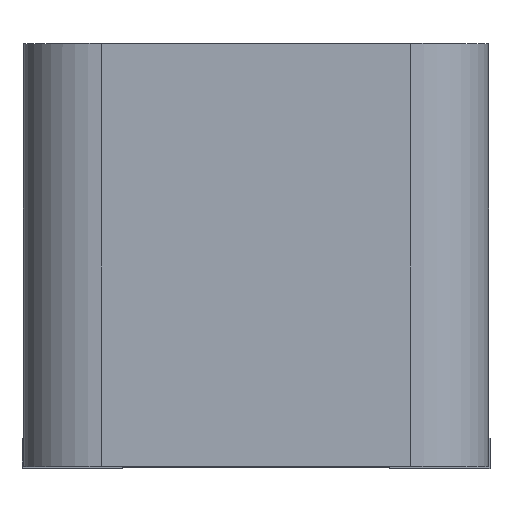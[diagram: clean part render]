
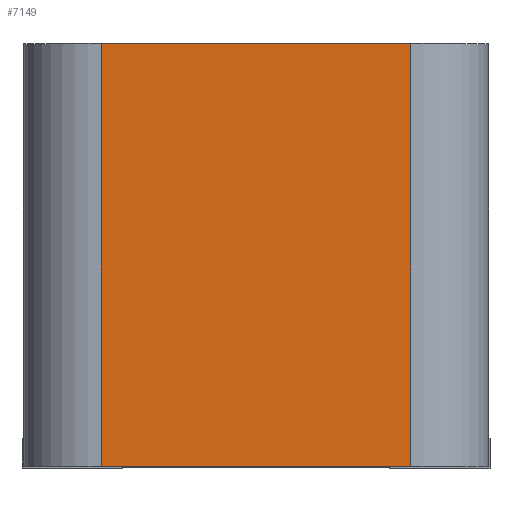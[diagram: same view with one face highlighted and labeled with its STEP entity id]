
A CAD part, top view. The second image highlights one B-rep face of the part: STEP entity #7149.
In plain terms, the highlighted planar face has unit normal (0, 0, 1).
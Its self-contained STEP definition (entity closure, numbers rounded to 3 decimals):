
#6 = VERTEX_POINT ( 'NONE', #6465 ) ;
#366 = CARTESIAN_POINT ( 'NONE',  ( -5.15, 14.1, 7.75 ) ) ;
#465 = DIRECTION ( 'NONE',  ( -1., 0., 0. ) ) ;
#547 = EDGE_CURVE ( 'NONE', #1839, #1799, #8294, .T. ) ;
#911 = VECTOR ( 'NONE', #9773, 1000. ) ;
#1694 = EDGE_LOOP ( 'NONE', ( #6943, #4194, #9890, #8450 ) ) ;
#1799 = VERTEX_POINT ( 'NONE', #7604 ) ;
#1839 = VERTEX_POINT ( 'NONE', #7809 ) ;
#2188 = CARTESIAN_POINT ( 'NONE',  ( 5.15, 14.1, 7.75 ) ) ;
#2211 = CARTESIAN_POINT ( 'NONE',  ( 5.15, 0., 7.75 ) ) ;
#2573 = CARTESIAN_POINT ( 'NONE',  ( 7.75, 0., 7.75 ) ) ;
#2626 = EDGE_CURVE ( 'NONE', #6, #5080, #5966, .T. ) ;
#2957 = DIRECTION ( 'NONE',  ( 0., -1., 0. ) ) ;
#3046 = CARTESIAN_POINT ( 'NONE',  ( -7.75, 14.1, 7.75 ) ) ;
#3353 = DIRECTION ( 'NONE',  ( 1., 0., 0. ) ) ;
#4194 = ORIENTED_EDGE ( 'NONE', *, *, #547, .F. ) ;
#4314 = PLANE ( 'NONE',  #8025 ) ;
#4965 = FACE_OUTER_BOUND ( 'NONE', #1694, .T. ) ;
#5080 = VERTEX_POINT ( 'NONE', #2211 ) ;
#5136 = DIRECTION ( 'NONE',  ( 0., 0., -1. ) ) ;
#5332 = VECTOR ( 'NONE', #2957, 1000. ) ;
#5646 = EDGE_CURVE ( 'NONE', #1799, #5080, #7456, .T. ) ;
#5966 = LINE ( 'NONE', #2573, #7814 ) ;
#6465 = CARTESIAN_POINT ( 'NONE',  ( -5.15, 0., 7.75 ) ) ;
#6943 = ORIENTED_EDGE ( 'NONE', *, *, #5646, .F. ) ;
#7149 = ADVANCED_FACE ( 'NONE', ( #4965 ), #4314, .F. ) ;
#7456 = LINE ( 'NONE', #2188, #5332 ) ;
#7604 = CARTESIAN_POINT ( 'NONE',  ( 5.15, 14.1, 7.75 ) ) ;
#7809 = CARTESIAN_POINT ( 'NONE',  ( -5.15, 14.1, 7.75 ) ) ;
#7814 = VECTOR ( 'NONE', #3353, 1000. ) ;
#8025 = AXIS2_PLACEMENT_3D ( 'NONE', #9844, #5136, #465 ) ;
#8294 = LINE ( 'NONE', #3046, #10120 ) ;
#8450 = ORIENTED_EDGE ( 'NONE', *, *, #2626, .T. ) ;
#8545 = DIRECTION ( 'NONE',  ( 1., 0., 0. ) ) ;
#8750 = LINE ( 'NONE', #366, #911 ) ;
#9691 = EDGE_CURVE ( 'NONE', #6, #1839, #8750, .T. ) ;
#9773 = DIRECTION ( 'NONE',  ( 0., 1., 0. ) ) ;
#9844 = CARTESIAN_POINT ( 'NONE',  ( -7.75, 14.1, 7.75 ) ) ;
#9890 = ORIENTED_EDGE ( 'NONE', *, *, #9691, .F. ) ;
#10120 = VECTOR ( 'NONE', #8545, 1000. ) ;
